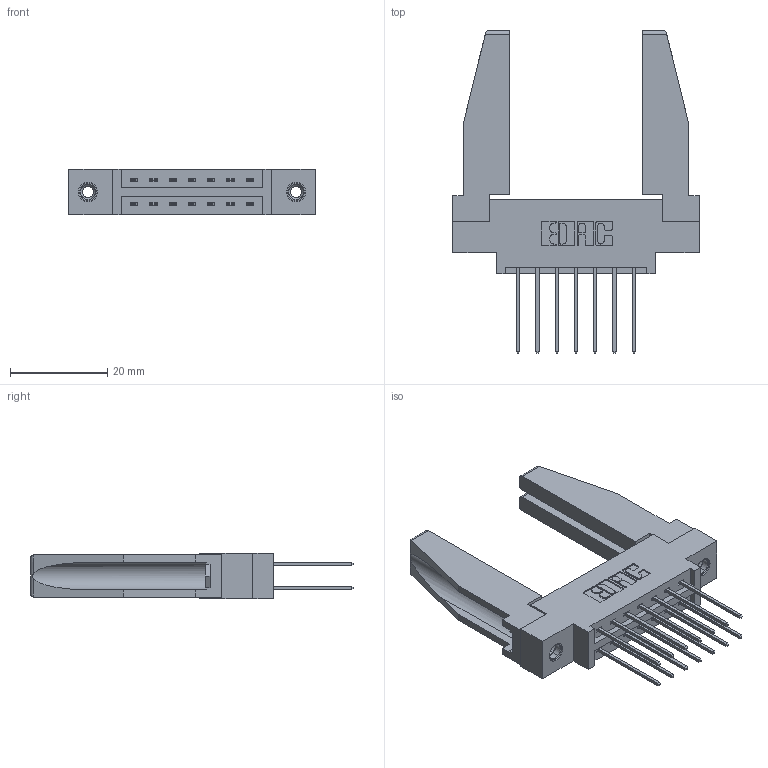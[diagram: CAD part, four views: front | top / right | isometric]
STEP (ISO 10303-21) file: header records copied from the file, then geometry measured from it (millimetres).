
FILE_DESCRIPTION (( 'STEP AP203' ), '1' );
FILE_NAME ('387-014-542-878.STEP', '2019-10-15T21:38:04', ( '' ), ( '' ), 'SwSTEP 2.0', 'SolidWorks 2016', '' );
FILE_SCHEMA (( 'CONFIG_CONTROL_DESIGN' ));
Length unit declared in the file: inch
Products named in the file (5): 345-292-001_345-293-142; 387-014-542-878; 307-220-078; 345-250-001_345-250-001-102; 337 Part_0.170 Offset - 0.156 Dia-TI
Assembly tree (19 placements, depth 2):
  387-014-542-878
    337 Part_0.170 Offset - 0.156 Dia-TI
    345-292-001_345-293-142  x14
    345-250-001_345-250-001-102  x2
    307-220-078  x2
Bounding box: 50.75 x 66.43 x 9.4 mm (x, y, z)
Volume: 8823.6 mm3; surface area: 9384.3 mm2
Topology: 19 solids, 19 shells, 1004 faces, 2907 edges, 1910 vertices
Faces by surface type: plane 690, cylinder 298, cone 12, torus 4
Entity records: 12544 total; most frequent: CARTESIAN_POINT 2144, ORIENTED_EDGE 2036, DIRECTION 1894, EDGE_CURVE 1018, VECTOR 852, LINE 852, VERTEX_POINT 672, AXIS2_PLACEMENT_3D 521
